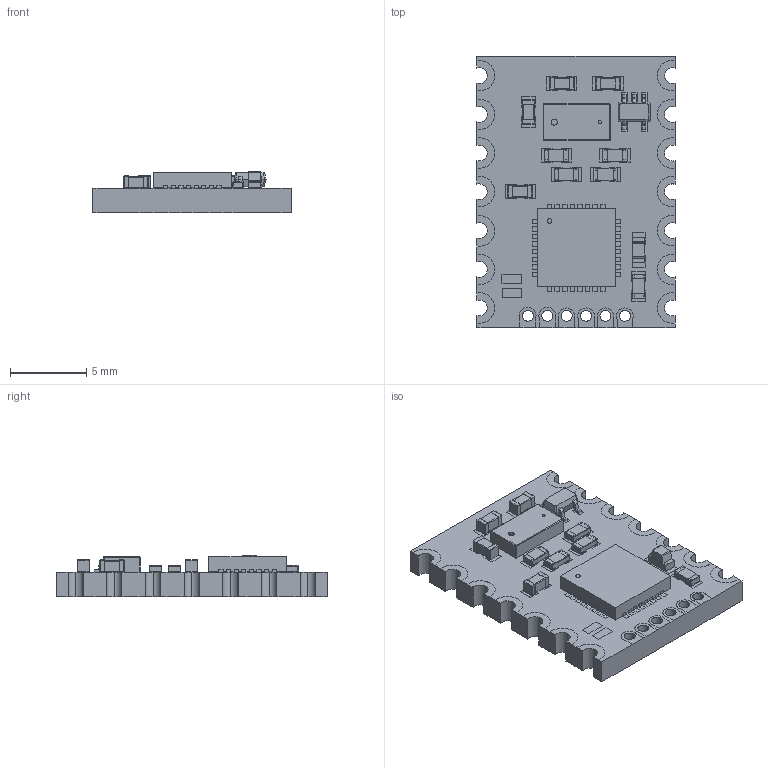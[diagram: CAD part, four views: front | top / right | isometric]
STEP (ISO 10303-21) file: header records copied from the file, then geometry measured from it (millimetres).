
FILE_DESCRIPTION (( 'STEP AP214' ), '1' );
FILE_NAME ('MappyDot.STEP', '2017-10-26T04:50:05', ( '' ), ( '' ), 'SwSTEP 2.0', 'SolidWorks 2015', '' );
FILE_SCHEMA (( 'AUTOMOTIVE_DESIGN' ));
Length unit declared in the file: metre
Products named in the file (8): User Library-sot353___ _________; User Library-VQFN-32; User Library-led0603_GRE_Domyslna; User Library-cap_0603-1___ _________; User Library-CR1608-0603_Predeterminado; mappydot; MappyDot; vl53l0x
Assembly tree (14 placements, depth 2):
  MappyDot
    mappydot
    User Library-CR1608-0603_Predeterminado  x5
    User Library-cap_0603-1___ _________  x4
    User Library-led0603_GRE_Domyslna
    User Library-VQFN-32
    User Library-sot353___ _________
    vl53l0x
Bounding box: 13 x 17.8 x 2.7 mm (x, y, z)
Volume: 399.4 mm3; surface area: 787.2 mm2
Topology: 35 solids, 35 shells, 1236 faces, 3191 edges, 2060 vertices
Faces by surface type: plane 921, cylinder 279, sphere 36
Entity records: 38746 total; most frequent: CARTESIAN_POINT 5128, ORIENTED_EDGE 4966, DIRECTION 4803, EDGE_CURVE 2483, VECTOR 2053, LINE 2053, VERTEX_POINT 1636, AXIS2_PLACEMENT_3D 1375
